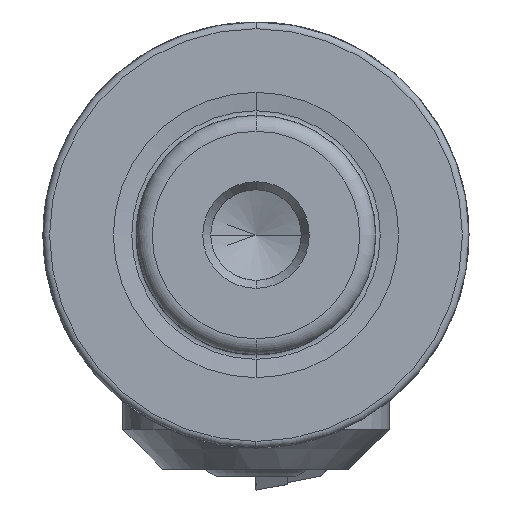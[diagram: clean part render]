
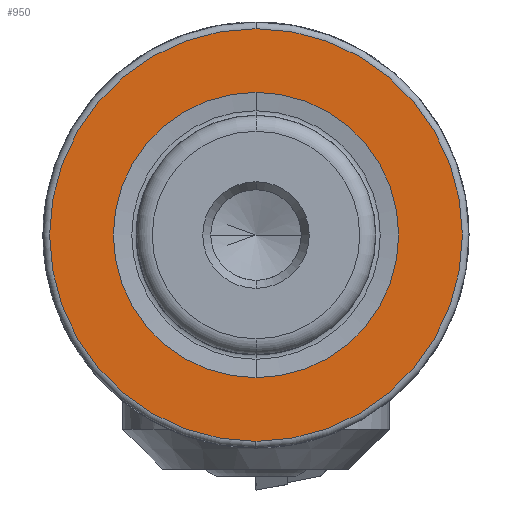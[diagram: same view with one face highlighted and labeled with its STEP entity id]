
A CAD part, left-side view. The second image highlights one B-rep face of the part: STEP entity #950.
In plain terms, the highlighted planar face has unit normal (-1, 0, 0).
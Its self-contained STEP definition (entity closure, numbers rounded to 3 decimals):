
#279 = EDGE_LOOP ( 'NONE', ( #23259, #32301 ) ) ;
#950 = ADVANCED_FACE ( 'NONE', ( #27207, #25597 ), #9865, .F. ) ;
#2022 = CARTESIAN_POINT ( 'NONE',  ( 0., 0., 0. ) ) ;
#2075 = DIRECTION ( 'NONE',  ( -1., 0., 0. ) ) ;
#2407 = CARTESIAN_POINT ( 'NONE',  ( 0., 0., -15.5 ) ) ;
#2473 = CIRCLE ( 'NONE', #30267, 10.715 ) ;
#3755 = EDGE_CURVE ( 'NONE', #5485, #9265, #24050, .T. ) ;
#4045 = DIRECTION ( 'NONE',  ( -1., 0., 0. ) ) ;
#4647 = DIRECTION ( 'NONE',  ( 0., 0., 1. ) ) ;
#5485 = VERTEX_POINT ( 'NONE', #2407 ) ;
#7142 = AXIS2_PLACEMENT_3D ( 'NONE', #17528, #2075, #20114 ) ;
#8627 = DIRECTION ( 'NONE',  ( 1., 0., 0. ) ) ;
#9265 = VERTEX_POINT ( 'NONE', #30101 ) ;
#9559 = VERTEX_POINT ( 'NONE', #26645 ) ;
#9865 = PLANE ( 'NONE',  #13747 ) ;
#12048 = DIRECTION ( 'NONE',  ( 0., 0., -1. ) ) ;
#12442 = CARTESIAN_POINT ( 'NONE',  ( 0., 10.715, 0. ) ) ;
#13156 = EDGE_CURVE ( 'NONE', #9265, #5485, #19199, .T. ) ;
#13239 = CARTESIAN_POINT ( 'NONE',  ( 0., 0., 0. ) ) ;
#13747 = AXIS2_PLACEMENT_3D ( 'NONE', #12442, #8627, #12048 ) ;
#15831 = DIRECTION ( 'NONE',  ( 0., 0., 1. ) ) ;
#17528 = CARTESIAN_POINT ( 'NONE',  ( 0., 0., 0. ) ) ;
#19199 = CIRCLE ( 'NONE', #7142, 15.5 ) ;
#19390 = AXIS2_PLACEMENT_3D ( 'NONE', #13239, #31258, #15831 ) ;
#19441 = CARTESIAN_POINT ( 'NONE',  ( 0., 0., 0. ) ) ;
#20057 = DIRECTION ( 'NONE',  ( -1., 0., 0. ) ) ;
#20114 = DIRECTION ( 'NONE',  ( 0., 0., 1. ) ) ;
#20404 = VERTEX_POINT ( 'NONE', #23806 ) ;
#22025 = CIRCLE ( 'NONE', #26524, 10.715 ) ;
#22029 = DIRECTION ( 'NONE',  ( 0., 0., 1. ) ) ;
#22619 = ORIENTED_EDGE ( 'NONE', *, *, #3755, .T. ) ;
#23259 = ORIENTED_EDGE ( 'NONE', *, *, #28917, .F. ) ;
#23423 = EDGE_CURVE ( 'NONE', #9559, #20404, #22025, .T. ) ;
#23806 = CARTESIAN_POINT ( 'NONE',  ( 0., 0., 10.715 ) ) ;
#24050 = CIRCLE ( 'NONE', #19390, 15.5 ) ;
#25597 = FACE_OUTER_BOUND ( 'NONE', #27519, .T. ) ;
#26524 = AXIS2_PLACEMENT_3D ( 'NONE', #19441, #4045, #22029 ) ;
#26645 = CARTESIAN_POINT ( 'NONE',  ( 0., 0., -10.715 ) ) ;
#26848 = ORIENTED_EDGE ( 'NONE', *, *, #13156, .T. ) ;
#27207 = FACE_BOUND ( 'NONE', #279, .T. ) ;
#27519 = EDGE_LOOP ( 'NONE', ( #26848, #22619 ) ) ;
#28917 = EDGE_CURVE ( 'NONE', #20404, #9559, #2473, .T. ) ;
#30101 = CARTESIAN_POINT ( 'NONE',  ( 0., 0., 15.5 ) ) ;
#30267 = AXIS2_PLACEMENT_3D ( 'NONE', #2022, #20057, #4647 ) ;
#31258 = DIRECTION ( 'NONE',  ( -1., 0., 0. ) ) ;
#32301 = ORIENTED_EDGE ( 'NONE', *, *, #23423, .F. ) ;
